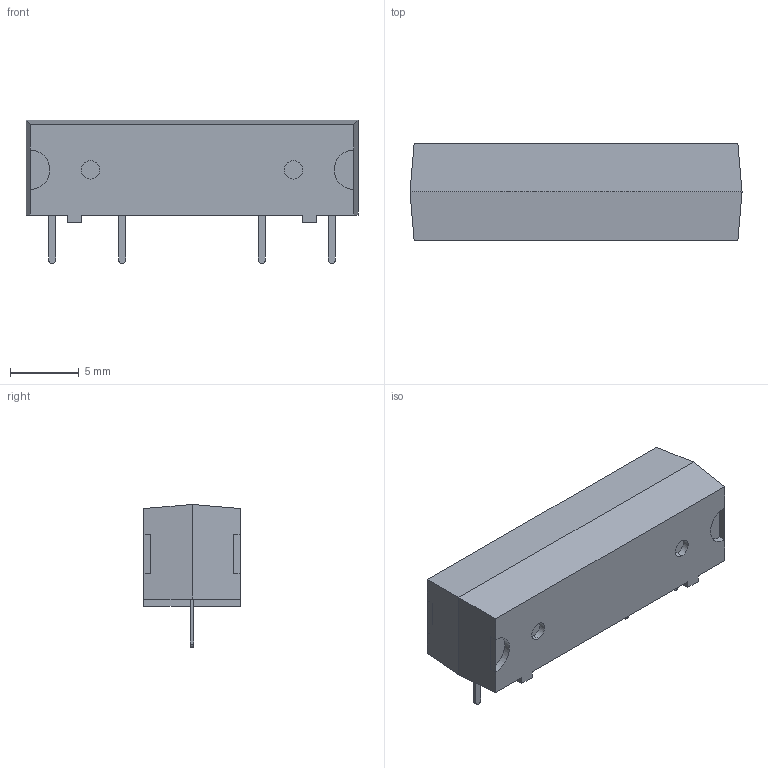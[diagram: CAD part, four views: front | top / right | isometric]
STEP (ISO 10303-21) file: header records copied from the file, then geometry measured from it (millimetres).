
FILE_DESCRIPTION (( 'STEP AP214' ), '1' );
FILE_NAME ('RELAY-TH_HE3351A.step', '2022-07-09T13:20:29', ( '' ), ( '' ), 'SwSTEP 2.0', 'SolidWorks 2020', '' );
FILE_SCHEMA (( 'AUTOMOTIVE_DESIGN' ));
Length unit declared in the file: millimetre
Products named in the file (1): RELAY-TH_HE3351A
Bounding box: 24.13 x 7.01 x 10.4 mm (x, y, z)
Volume: 1123.8 mm3; surface area: 801.4 mm2
Topology: 3 solids, 3 shells, 350 faces, 926 edges, 614 vertices
Faces by surface type: plane 218, bspline 112, cylinder 20
Entity records: 15844 total; most frequent: CARTESIAN_POINT 3995, ORIENTED_EDGE 1852, DIRECTION 1216, EDGE_CURVE 926, VECTOR 658, LINE 658, VERTEX_POINT 614, EDGE_LOOP 382
